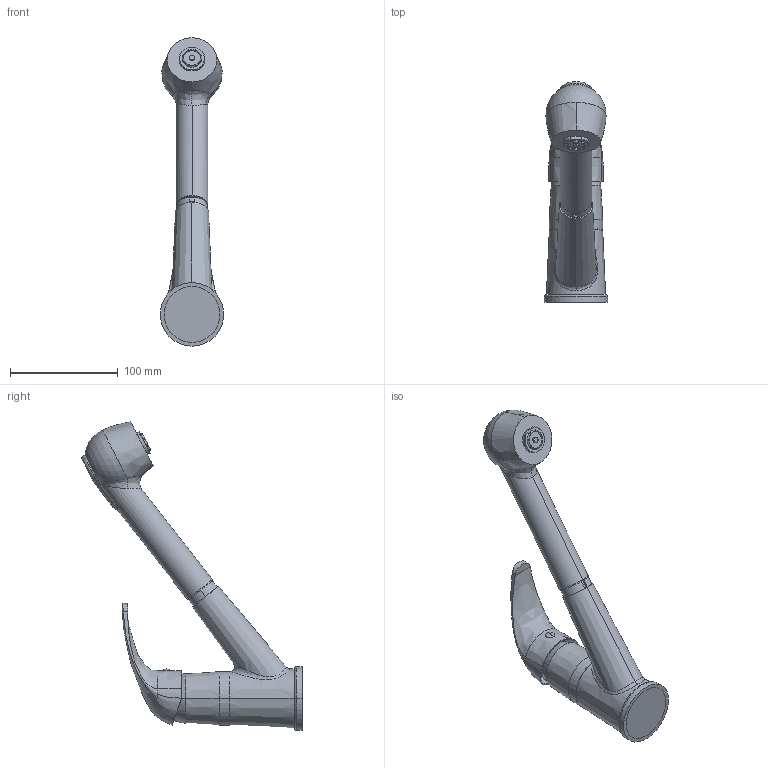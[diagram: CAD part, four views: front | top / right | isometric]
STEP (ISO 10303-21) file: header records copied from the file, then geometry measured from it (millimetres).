
FILE_DESCRIPTION((''),'2;1');
FILE_NAME('ND196CR','2021-11-10T10:04:03',('ut3'),('PAFFONI SpA'),'CREO PARAMETRIC BY PTC INC, 2020044','CREO PARAMETRIC BY PTC INC, 2020044','');
FILE_SCHEMA(('CONFIG_CONTROL_DESIGN','SHAPE_APPEARANCE_LAYERS_GROUPS'));
Length unit declared in the file: millimetre
Products named in the file (1): ND196CR
Bounding box: 59 x 204.48 x 286.36 mm (x, y, z)
Volume: 341909.1 mm3; surface area: 107469.4 mm2
Topology: 3 solids, 3 shells, 278 faces, 671 edges, 424 vertices
Faces by surface type: plane 103, cylinder 67, bspline 43, cone 41, torus 21, sphere 3
Entity records: 19351 total; most frequent: CARTESIAN_POINT 10960, ORIENTED_EDGE 1330, DIRECTION 1271, EDGE_CURVE 665, AXIS2_PLACEMENT_3D 502, VERTEX_POINT 424, EDGE_LOOP 313, FILL_AREA_STYLE_COLOUR 297
